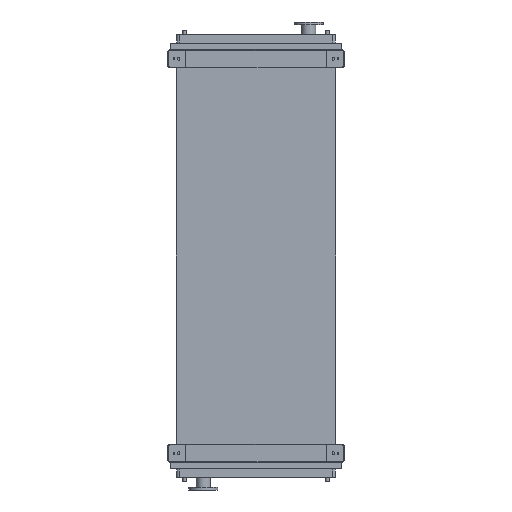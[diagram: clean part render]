
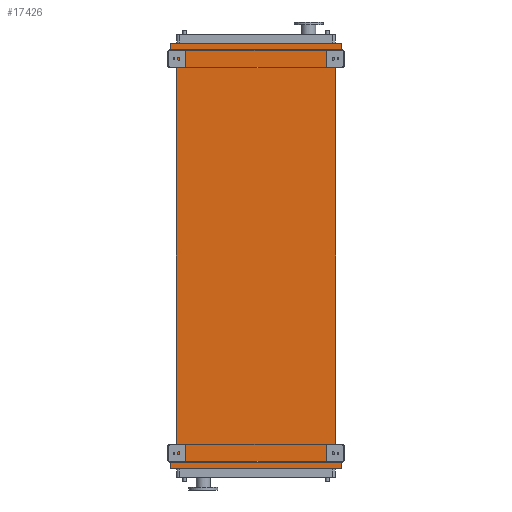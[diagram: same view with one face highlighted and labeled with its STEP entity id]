
A CAD part, front view. The second image highlights one B-rep face of the part: STEP entity #17426.
In plain terms, the highlighted planar face has unit normal (0, -1, 0).
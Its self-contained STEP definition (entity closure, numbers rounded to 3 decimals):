
#85 = CARTESIAN_POINT ( 'NONE',  ( 651., 0., 95. ) ) ;
#120 = CARTESIAN_POINT ( 'NONE',  ( -605., 0., -3050. ) ) ;
#260 = VERTEX_POINT ( 'NONE', #9974 ) ;
#657 = AXIS2_PLACEMENT_3D ( 'NONE', #120, #13519, #2029 ) ;
#810 = EDGE_CURVE ( 'NONE', #7592, #3962, #3205, .T. ) ;
#1040 = VECTOR ( 'NONE', #18924, 1000. ) ;
#1110 = VECTOR ( 'NONE', #15392, 1000. ) ;
#1192 = EDGE_CURVE ( 'NONE', #3962, #17003, #15186, .T. ) ;
#1265 = ORIENTED_EDGE ( 'NONE', *, *, #5949, .F. ) ;
#1359 = CARTESIAN_POINT ( 'NONE',  ( 605., 0., -3050. ) ) ;
#1799 = VERTEX_POINT ( 'NONE', #9051 ) ;
#1853 = CARTESIAN_POINT ( 'NONE',  ( 651., 0., 95. ) ) ;
#2003 = CARTESIAN_POINT ( 'NONE',  ( 651., 0., 53. ) ) ;
#2029 = DIRECTION ( 'NONE',  ( 0., 0., -1. ) ) ;
#2055 = VECTOR ( 'NONE', #12829, 1000. ) ;
#2369 = DIRECTION ( 'NONE',  ( 1., 0., 0. ) ) ;
#2531 = ORIENTED_EDGE ( 'NONE', *, *, #1192, .F. ) ;
#2900 = ORIENTED_EDGE ( 'NONE', *, *, #13056, .F. ) ;
#3205 = LINE ( 'NONE', #11588, #22997 ) ;
#3626 = DIRECTION ( 'NONE',  ( -0.655, 0., 0.755 ) ) ;
#3639 = CARTESIAN_POINT ( 'NONE',  ( -651., 0., 95. ) ) ;
#3640 = ORIENTED_EDGE ( 'NONE', *, *, #19433, .F. ) ;
#3962 = VERTEX_POINT ( 'NONE', #23403 ) ;
#4073 = CARTESIAN_POINT ( 'NONE',  ( -651., 0., -3145. ) ) ;
#4331 = CARTESIAN_POINT ( 'NONE',  ( 605., 0., -3050. ) ) ;
#4340 = VERTEX_POINT ( 'NONE', #14910 ) ;
#5909 = VECTOR ( 'NONE', #2369, 1000. ) ;
#5949 = EDGE_CURVE ( 'NONE', #14149, #9034, #21367, .T. ) ;
#6003 = ORIENTED_EDGE ( 'NONE', *, *, #22956, .F. ) ;
#6578 = LINE ( 'NONE', #7397, #21271 ) ;
#6750 = LINE ( 'NONE', #24675, #1040 ) ;
#6816 = LINE ( 'NONE', #85, #1110 ) ;
#7397 = CARTESIAN_POINT ( 'NONE',  ( -605., 0., 0. ) ) ;
#7467 = DIRECTION ( 'NONE',  ( 0., 0., 1. ) ) ;
#7592 = VERTEX_POINT ( 'NONE', #18825 ) ;
#7755 = ORIENTED_EDGE ( 'NONE', *, *, #11192, .T. ) ;
#7952 = DIRECTION ( 'NONE',  ( 0., 0., 1. ) ) ;
#8056 = EDGE_CURVE ( 'NONE', #4340, #260, #23336, .T. ) ;
#8063 = ORIENTED_EDGE ( 'NONE', *, *, #810, .F. ) ;
#9034 = VERTEX_POINT ( 'NONE', #3639 ) ;
#9051 = CARTESIAN_POINT ( 'NONE',  ( 605., 0., 0. ) ) ;
#9974 = CARTESIAN_POINT ( 'NONE',  ( -605., 0., -3050. ) ) ;
#10199 = VERTEX_POINT ( 'NONE', #4331 ) ;
#11192 = EDGE_CURVE ( 'NONE', #10199, #1799, #21826, .T. ) ;
#11209 = VECTOR ( 'NONE', #7952, 1000. ) ;
#11588 = CARTESIAN_POINT ( 'NONE',  ( 651., 0., -3103. ) ) ;
#11809 = LINE ( 'NONE', #19591, #11209 ) ;
#11916 = EDGE_CURVE ( 'NONE', #18052, #14656, #6816, .T. ) ;
#12017 = ORIENTED_EDGE ( 'NONE', *, *, #12758, .F. ) ;
#12043 = DIRECTION ( 'NONE',  ( 0.655, 0., 0.755 ) ) ;
#12758 = EDGE_CURVE ( 'NONE', #9034, #18052, #14852, .T. ) ;
#12829 = DIRECTION ( 'NONE',  ( 0., 0., 1. ) ) ;
#12983 = FACE_OUTER_BOUND ( 'NONE', #16097, .T. ) ;
#13056 = EDGE_CURVE ( 'NONE', #10199, #7592, #15153, .T. ) ;
#13299 = CARTESIAN_POINT ( 'NONE',  ( -605., 0., -3050. ) ) ;
#13519 = DIRECTION ( 'NONE',  ( 0., -1., 0. ) ) ;
#14149 = VERTEX_POINT ( 'NONE', #17451 ) ;
#14656 = VERTEX_POINT ( 'NONE', #2003 ) ;
#14736 = VECTOR ( 'NONE', #21006, 1000. ) ;
#14822 = DIRECTION ( 'NONE',  ( -1., 0., 0. ) ) ;
#14852 = LINE ( 'NONE', #15764, #5909 ) ;
#14910 = CARTESIAN_POINT ( 'NONE',  ( -651., 0., -3103. ) ) ;
#15153 = LINE ( 'NONE', #16688, #24132 ) ;
#15186 = LINE ( 'NONE', #20623, #24756 ) ;
#15308 = EDGE_CURVE ( 'NONE', #260, #22234, #24332, .T. ) ;
#15392 = DIRECTION ( 'NONE',  ( 0., 0., -1. ) ) ;
#15462 = ORIENTED_EDGE ( 'NONE', *, *, #8056, .F. ) ;
#15764 = CARTESIAN_POINT ( 'NONE',  ( -651., 0., 95. ) ) ;
#16097 = EDGE_LOOP ( 'NONE', ( #7755, #6003, #22281, #12017, #1265, #3640, #17124, #15462, #17838, #2531, #8063, #2900 ) ) ;
#16410 = EDGE_CURVE ( 'NONE', #17003, #4340, #11809, .T. ) ;
#16688 = CARTESIAN_POINT ( 'NONE',  ( 605., 0., -3050. ) ) ;
#17003 = VERTEX_POINT ( 'NONE', #4073 ) ;
#17124 = ORIENTED_EDGE ( 'NONE', *, *, #15308, .F. ) ;
#17426 = ADVANCED_FACE ( 'NONE', ( #12983 ), #21152, .T. ) ;
#17451 = CARTESIAN_POINT ( 'NONE',  ( -651., 0., 53. ) ) ;
#17655 = VECTOR ( 'NONE', #12043, 1000. ) ;
#17838 = ORIENTED_EDGE ( 'NONE', *, *, #16410, .F. ) ;
#18052 = VERTEX_POINT ( 'NONE', #1853 ) ;
#18825 = CARTESIAN_POINT ( 'NONE',  ( 651., 0., -3103. ) ) ;
#18924 = DIRECTION ( 'NONE',  ( -0.655, 0., -0.755 ) ) ;
#19308 = DIRECTION ( 'NONE',  ( 0., 0., -1. ) ) ;
#19433 = EDGE_CURVE ( 'NONE', #22234, #14149, #6578, .T. ) ;
#19591 = CARTESIAN_POINT ( 'NONE',  ( -651., 0., -3145. ) ) ;
#20540 = DIRECTION ( 'NONE',  ( 0.655, 0., -0.755 ) ) ;
#20623 = CARTESIAN_POINT ( 'NONE',  ( 651., 0., -3145. ) ) ;
#21006 = DIRECTION ( 'NONE',  ( 0., 0., 1. ) ) ;
#21152 = PLANE ( 'NONE',  #657 ) ;
#21271 = VECTOR ( 'NONE', #3626, 1000. ) ;
#21367 = LINE ( 'NONE', #24614, #21945 ) ;
#21826 = LINE ( 'NONE', #1359, #2055 ) ;
#21945 = VECTOR ( 'NONE', #7467, 1000. ) ;
#22234 = VERTEX_POINT ( 'NONE', #22709 ) ;
#22281 = ORIENTED_EDGE ( 'NONE', *, *, #11916, .F. ) ;
#22709 = CARTESIAN_POINT ( 'NONE',  ( -605., 0., 0. ) ) ;
#22956 = EDGE_CURVE ( 'NONE', #14656, #1799, #6750, .T. ) ;
#22997 = VECTOR ( 'NONE', #19308, 1000. ) ;
#23336 = LINE ( 'NONE', #23515, #17655 ) ;
#23403 = CARTESIAN_POINT ( 'NONE',  ( 651., 0., -3145. ) ) ;
#23515 = CARTESIAN_POINT ( 'NONE',  ( -651., 0., -3103. ) ) ;
#24132 = VECTOR ( 'NONE', #20540, 1000. ) ;
#24332 = LINE ( 'NONE', #13299, #14736 ) ;
#24614 = CARTESIAN_POINT ( 'NONE',  ( -651., 0., 53. ) ) ;
#24675 = CARTESIAN_POINT ( 'NONE',  ( 651., 0., 53. ) ) ;
#24756 = VECTOR ( 'NONE', #14822, 1000. ) ;
